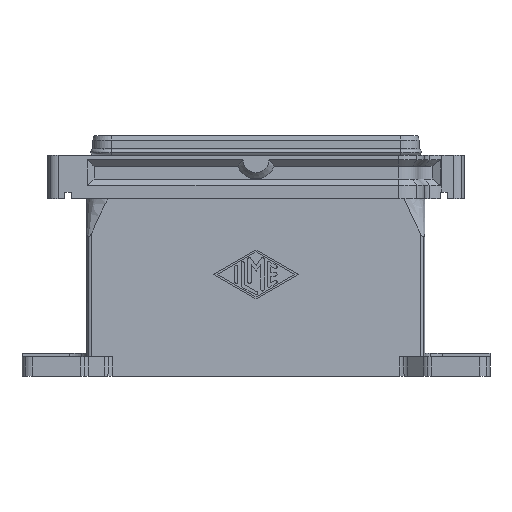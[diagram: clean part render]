
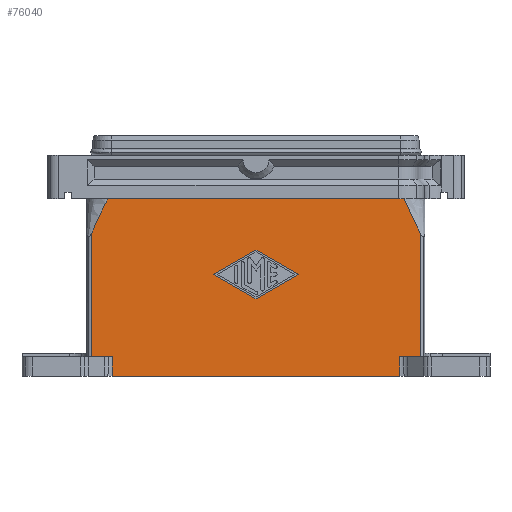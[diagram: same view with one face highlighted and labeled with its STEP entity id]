
A CAD part, front view. The second image highlights one B-rep face of the part: STEP entity #76040.
In plain terms, the highlighted planar face has unit normal (0, -1, 0.024).
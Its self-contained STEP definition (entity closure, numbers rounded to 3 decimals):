
#28650=CARTESIAN_POINT('',(-76.,-28.4,
-16.415));
#28660=VERTEX_POINT('',#28650);
#28710=CARTESIAN_POINT('',(-76.,-29.78,-73.));
#28720=DIRECTION('',(0.,0.024,1.));
#28730=VECTOR('',#28720,56.602);
#28740=LINE('',#28710,#28730);
#28750=CARTESIAN_POINT('',(-76.,-29.78,-73.));
#28760=VERTEX_POINT('',#28750);
#28770=EDGE_CURVE('',#28760,#28660,#28740,.T.);
#40180=CARTESIAN_POINT('',(66.427,-30.,-82.));
#40190=VERTEX_POINT('',#40180);
#40240=CARTESIAN_POINT('',(66.208,-29.78,-73.));
#40250=DIRECTION('',(0.024,-0.024,
-0.999));
#40260=VECTOR('',#40250,9.005);
#40270=LINE('',#40240,#40260);
#40280=CARTESIAN_POINT('',(66.208,-29.78,-73.));
#40290=VERTEX_POINT('',#40280);
#40300=EDGE_CURVE('',#40290,#40190,#40270,.T.);
#41160=CARTESIAN_POINT('',(-66.208,-29.78,-73.));
#41170=VERTEX_POINT('',#41160);
#41220=CARTESIAN_POINT('',(-66.427,-30.,-82.));
#41230=DIRECTION('',(0.024,0.024,
0.999));
#41240=VECTOR('',#41230,9.005);
#41250=LINE('',#41220,#41240);
#41260=CARTESIAN_POINT('',(-66.427,-30.,-82.));
#41270=VERTEX_POINT('',#41260);
#41280=EDGE_CURVE('',#41270,#41170,#41250,.T.);
#64940=CARTESIAN_POINT('',(19.5,-28.854,-35.));
#64950=VERTEX_POINT('',#64940);
#65120=CARTESIAN_POINT('',(0.,-28.579,-23.75));
#65130=VERTEX_POINT('',#65120);
#65160=CARTESIAN_POINT('',(0.,-28.579,-23.75));
#65170=DIRECTION('',(0.866,-0.012,
-0.5));
#65180=VECTOR('',#65170,22.514);
#65190=LINE('',#65160,#65180);
#65200=EDGE_CURVE('',#65130,#64950,#65190,.T.);
#65410=CARTESIAN_POINT('',(0.,-29.128,-46.25));
#65420=VERTEX_POINT('',#65410);
#65540=CARTESIAN_POINT('',(19.5,-28.854,-35.));
#65550=DIRECTION('',(-0.866,-0.012,
-0.5));
#65560=VECTOR('',#65550,22.514);
#65570=LINE('',#65540,#65560);
#65580=EDGE_CURVE('',#64950,#65420,#65570,.T.);
#66460=CARTESIAN_POINT('',(-19.5,-28.854,-35.));
#66470=VERTEX_POINT('',#66460);
#66590=CARTESIAN_POINT('',(0.,-29.128,-46.25));
#66600=DIRECTION('',(-0.866,0.012,
0.5));
#66610=VECTOR('',#66600,22.514);
#66620=LINE('',#66590,#66610);
#66630=EDGE_CURVE('',#65420,#66470,#66620,.T.);
#66880=CARTESIAN_POINT('',(-19.5,-28.854,-35.));
#66890=DIRECTION('',(0.866,0.012,
0.5));
#66900=VECTOR('',#66890,22.514);
#66910=LINE('',#66880,#66900);
#66920=EDGE_CURVE('',#66470,#65130,#66910,.T.);
#75140=CARTESIAN_POINT('',(78.,-30.,-82.));
#75150=DIRECTION('',(0.,1.,-0.024));
#75160=DIRECTION('',(0.,0.024,1.));
#75170=AXIS2_PLACEMENT_3D('',#75140,#75150,#75160);
#75180=PLANE('',#75170);
#75190=CARTESIAN_POINT('',(-66.208,-29.78,-73.));
#75200=DIRECTION('',(-1.,0.,0.));
#75210=VECTOR('',#75200,9.792);
#75220=LINE('',#75190,#75210);
#75230=EDGE_CURVE('',#41170,#28760,#75220,.T.);
#75240=ORIENTED_EDGE('',*,*,#75230,.F.);
#75250=ORIENTED_EDGE('',*,*,#28770,.F.);
#75260=CARTESIAN_POINT('',(-68.,-28.,0.));
#75270=CARTESIAN_POINT('',(-68.008,-28.,0.));
#75280=CARTESIAN_POINT('',(-68.016,-28.,
-0.002));
#75290=CARTESIAN_POINT('',(-68.038,-28.,
-0.009));
#75300=CARTESIAN_POINT('',(-68.054,-28.,
-0.018));
#75310=CARTESIAN_POINT('',(-68.113,-28.001,
-0.059));
#75320=CARTESIAN_POINT('',(-68.162,-28.003,
-0.111));
#75330=CARTESIAN_POINT('',(-68.342,-28.008,
-0.323));
#75340=CARTESIAN_POINT('',(-68.51,-28.014,
-0.58));
#75350=CARTESIAN_POINT('',(-69.239,-28.043,
-1.754));
#75360=CARTESIAN_POINT('',(-70.017,-28.08,
-3.28));
#75370=CARTESIAN_POINT('',(-72.162,-28.184,
-7.543));
#75380=CARTESIAN_POINT('',(-74.373,-28.303,
-12.44));
#75390=CARTESIAN_POINT('',(-76.,-28.4,
-16.415));
#75400=B_SPLINE_CURVE_WITH_KNOTS('',3,(#75260,#75270,#75280,#75290,
#75300,#75310,#75320,#75330,#75340,#75350,#75360,#75370,#75380,#75390),
.UNSPECIFIED.,.F.,.F.,(4,2,2,2,2,2,4),(0.,0.002,
0.007,0.022,0.07,0.286,
1.294),.UNSPECIFIED.);
#75410=CARTESIAN_POINT('',(-68.,-28.,0.));
#75420=VERTEX_POINT('',#75410);
#75430=EDGE_CURVE('',#75420,#28660,#75400,.T.);
#75440=ORIENTED_EDGE('',*,*,#75430,.T.);
#75450=CARTESIAN_POINT('',(-68.,-28.,0.));
#75460=DIRECTION('',(1.,0.,0.));
#75470=VECTOR('',#75460,136.);
#75480=LINE('',#75450,#75470);
#75490=CARTESIAN_POINT('',(68.,-28.,0.));
#75500=VERTEX_POINT('',#75490);
#75510=EDGE_CURVE('',#75420,#75500,#75480,.T.);
#75520=ORIENTED_EDGE('',*,*,#75510,.F.);
#75530=CARTESIAN_POINT('',(76.,-28.4,
-16.415));
#75540=CARTESIAN_POINT('',(75.71,-28.383,
-15.705));
#75550=CARTESIAN_POINT('',(75.412,-28.366,
-14.993));
#75560=CARTESIAN_POINT('',(74.12,-28.292,
-11.958));
#75570=CARTESIAN_POINT('',(72.995,-28.23,
-9.446));
#75580=CARTESIAN_POINT('',(70.493,-28.101,
-4.147));
#75590=CARTESIAN_POINT('',(69.28,-28.044,
-1.794));
#75600=CARTESIAN_POINT('',(68.449,-28.012,
-0.487));
#75610=CARTESIAN_POINT('',(68.26,-28.005,
-0.204));
#75620=CARTESIAN_POINT('',(68.098,-28.001,
-0.05));
#75630=CARTESIAN_POINT('',(68.072,-28.001,
-0.029));
#75640=CARTESIAN_POINT('',(68.039,-28.,
-0.01));
#75650=CARTESIAN_POINT('',(68.029,-28.,
-0.006));
#75660=CARTESIAN_POINT('',(68.014,-28.,
-0.001));
#75670=CARTESIAN_POINT('',(68.007,-28.,0.));
#75680=CARTESIAN_POINT('',(68.,-28.,0.));
#75690=B_SPLINE_CURVE_WITH_KNOTS('',3,(#75530,#75540,#75550,#75560,
#75570,#75580,#75590,#75600,#75610,#75620,#75630,#75640,#75650,#75660,
#75670,#75680),.UNSPECIFIED.,.F.,.F.,(4,2,2,2,2,2,2,4),(
0.168,0.391,1.152,2.143,
2.322,2.353,2.363,2.37),
.UNSPECIFIED.);
#75700=CARTESIAN_POINT('',(76.,-28.4,
-16.415));
#75710=VERTEX_POINT('',#75700);
#75720=EDGE_CURVE('',#75710,#75500,#75690,.T.);
#75730=ORIENTED_EDGE('',*,*,#75720,.T.);
#75740=CARTESIAN_POINT('',(76.,-28.4,
-16.415));
#75750=DIRECTION('',(0.,-0.024,-1.))
;
#75760=VECTOR('',#75750,56.602);
#75770=LINE('',#75740,#75760);
#75780=CARTESIAN_POINT('',(76.,-29.78,-73.));
#75790=VERTEX_POINT('',#75780);
#75800=EDGE_CURVE('',#75710,#75790,#75770,.T.);
#75810=ORIENTED_EDGE('',*,*,#75800,.F.);
#75820=CARTESIAN_POINT('',(66.208,-29.78,-73.));
#75830=DIRECTION('',(1.,0.,0.));
#75840=VECTOR('',#75830,9.792);
#75850=LINE('',#75820,#75840);
#75860=EDGE_CURVE('',#40290,#75790,#75850,.T.);
#75870=ORIENTED_EDGE('',*,*,#75860,.T.);
#75880=ORIENTED_EDGE('',*,*,#40300,.F.);
#75890=CARTESIAN_POINT('',(66.427,-30.,-82.));
#75900=DIRECTION('',(-1.,0.,0.));
#75910=VECTOR('',#75900,132.855);
#75920=LINE('',#75890,#75910);
#75930=EDGE_CURVE('',#40190,#41270,#75920,.T.);
#75940=ORIENTED_EDGE('',*,*,#75930,.F.);
#75950=ORIENTED_EDGE('',*,*,#41280,.F.);
#75960=EDGE_LOOP('',(#75950,#75940,#75880,#75870,#75810,#75730,#75520,
#75440,#75250,#75240));
#75970=FACE_OUTER_BOUND('',#75960,.T.);
#75980=ORIENTED_EDGE('',*,*,#65580,.T.);
#75990=ORIENTED_EDGE('',*,*,#65200,.T.);
#76000=ORIENTED_EDGE('',*,*,#66920,.T.);
#76010=ORIENTED_EDGE('',*,*,#66630,.T.);
#76020=EDGE_LOOP('',(#76010,#76000,#75990,#75980));
#76030=FACE_BOUND('',#76020,.T.);
#76040=ADVANCED_FACE('',(#75970,#76030),#75180,.F.);
